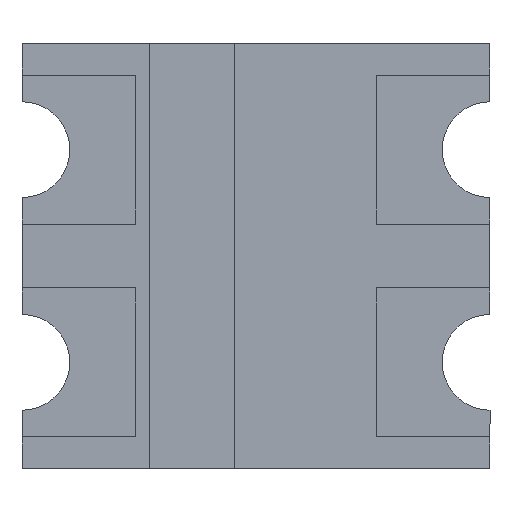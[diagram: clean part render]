
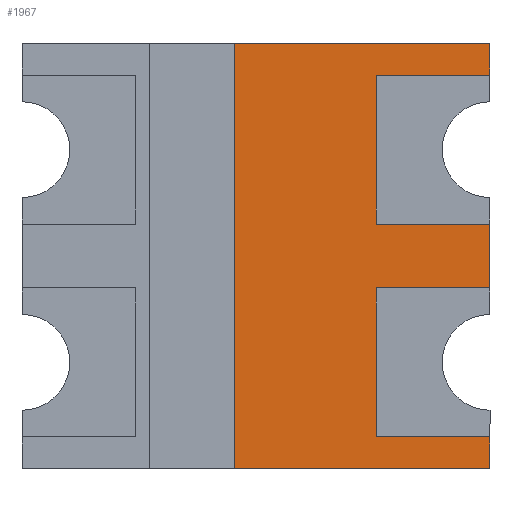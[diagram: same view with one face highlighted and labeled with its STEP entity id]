
A CAD part, front view. The second image highlights one B-rep face of the part: STEP entity #1967.
In plain terms, the highlighted planar face has unit normal (0, -1, 0).
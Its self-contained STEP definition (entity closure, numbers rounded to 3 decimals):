
#10 = DIRECTION ( 'NONE',  ( 0., 0., -1. ) ) ;
#62 = CARTESIAN_POINT ( 'NONE',  ( 1.1, 0.01, -0.85 ) ) ;
#84 = DIRECTION ( 'NONE',  ( 1., 0., 0. ) ) ;
#106 = LINE ( 'NONE', #1829, #2662 ) ;
#135 = ORIENTED_EDGE ( 'NONE', *, *, #2252, .F. ) ;
#151 = CARTESIAN_POINT ( 'NONE',  ( -0.1, 0.01, 1. ) ) ;
#152 = LINE ( 'NONE', #634, #2185 ) ;
#163 = VERTEX_POINT ( 'NONE', #151 ) ;
#177 = CARTESIAN_POINT ( 'NONE',  ( 1.1, 0.01, -1. ) ) ;
#211 = ORIENTED_EDGE ( 'NONE', *, *, #564, .T. ) ;
#217 = CARTESIAN_POINT ( 'NONE',  ( 0., 0.01, -0.15 ) ) ;
#219 = VECTOR ( 'NONE', #2300, 1000. ) ;
#233 = VERTEX_POINT ( 'NONE', #2195 ) ;
#292 = ORIENTED_EDGE ( 'NONE', *, *, #1450, .F. ) ;
#315 = ORIENTED_EDGE ( 'NONE', *, *, #1985, .F. ) ;
#324 = LINE ( 'NONE', #459, #1823 ) ;
#356 = VERTEX_POINT ( 'NONE', #177 ) ;
#392 = VERTEX_POINT ( 'NONE', #1482 ) ;
#451 = DIRECTION ( 'NONE',  ( 0., 1., 0. ) ) ;
#459 = CARTESIAN_POINT ( 'NONE',  ( 0.565, 0.01, 0. ) ) ;
#523 = VERTEX_POINT ( 'NONE', #1755 ) ;
#561 = CARTESIAN_POINT ( 'NONE',  ( 1.1, 0.01, 0.85 ) ) ;
#564 = EDGE_CURVE ( 'NONE', #2231, #356, #3093, .T. ) ;
#579 = EDGE_LOOP ( 'NONE', ( #1075, #211, #1279, #135, #2909, #292, #1216, #1119, #1669, #1168, #315, #787 ) ) ;
#594 = VERTEX_POINT ( 'NONE', #561 ) ;
#634 = CARTESIAN_POINT ( 'NONE',  ( 0., 0.01, 0.85 ) ) ;
#673 = VERTEX_POINT ( 'NONE', #1843 ) ;
#674 = EDGE_CURVE ( 'NONE', #2231, #163, #1334, .T. ) ;
#787 = ORIENTED_EDGE ( 'NONE', *, *, #1318, .T. ) ;
#800 = DIRECTION ( 'NONE',  ( 1., 0., 0. ) ) ;
#804 = VECTOR ( 'NONE', #2961, 1000. ) ;
#836 = DIRECTION ( 'NONE',  ( 0., 0., 1. ) ) ;
#877 = LINE ( 'NONE', #1215, #2011 ) ;
#899 = DIRECTION ( 'NONE',  ( -1., 0., 0. ) ) ;
#917 = LINE ( 'NONE', #217, #3194 ) ;
#936 = EDGE_CURVE ( 'NONE', #594, #1850, #152, .T. ) ;
#965 = DIRECTION ( 'NONE',  ( -1., 0., 0. ) ) ;
#1003 = LINE ( 'NONE', #3192, #804 ) ;
#1053 = LINE ( 'NONE', #1061, #219 ) ;
#1061 = CARTESIAN_POINT ( 'NONE',  ( -1.1, 0.01, 1. ) ) ;
#1075 = ORIENTED_EDGE ( 'NONE', *, *, #674, .F. ) ;
#1119 = ORIENTED_EDGE ( 'NONE', *, *, #1545, .F. ) ;
#1121 = VECTOR ( 'NONE', #84, 1000. ) ;
#1168 = ORIENTED_EDGE ( 'NONE', *, *, #936, .F. ) ;
#1215 = CARTESIAN_POINT ( 'NONE',  ( 0., 0.01, 0.15 ) ) ;
#1216 = ORIENTED_EDGE ( 'NONE', *, *, #2260, .F. ) ;
#1248 = CARTESIAN_POINT ( 'NONE',  ( 0., 0.01, 0. ) ) ;
#1279 = ORIENTED_EDGE ( 'NONE', *, *, #1431, .T. ) ;
#1318 = EDGE_CURVE ( 'NONE', #2627, #163, #1053, .T. ) ;
#1334 = LINE ( 'NONE', #1346, #3213 ) ;
#1346 = CARTESIAN_POINT ( 'NONE',  ( -0.1, 0.01, 0. ) ) ;
#1387 = VERTEX_POINT ( 'NONE', #2445 ) ;
#1431 = EDGE_CURVE ( 'NONE', #356, #2678, #2673, .T. ) ;
#1437 = LINE ( 'NONE', #2785, #1121 ) ;
#1450 = EDGE_CURVE ( 'NONE', #233, #673, #917, .T. ) ;
#1462 = DIRECTION ( 'NONE',  ( 0., 0., 1. ) ) ;
#1482 = CARTESIAN_POINT ( 'NONE',  ( 0.565, 0.01, 0.15 ) ) ;
#1545 = EDGE_CURVE ( 'NONE', #392, #523, #877, .T. ) ;
#1594 = FACE_OUTER_BOUND ( 'NONE', #579, .T. ) ;
#1669 = ORIENTED_EDGE ( 'NONE', *, *, #3190, .F. ) ;
#1749 = CARTESIAN_POINT ( 'NONE',  ( 0.565, 0.01, 0. ) ) ;
#1755 = CARTESIAN_POINT ( 'NONE',  ( 1.1, 0.01, 0.15 ) ) ;
#1823 = VECTOR ( 'NONE', #1978, 1000. ) ;
#1829 = CARTESIAN_POINT ( 'NONE',  ( 1.1, 0.01, 0. ) ) ;
#1843 = CARTESIAN_POINT ( 'NONE',  ( 0.565, 0.01, -0.15 ) ) ;
#1850 = VERTEX_POINT ( 'NONE', #3147 ) ;
#1928 = AXIS2_PLACEMENT_3D ( 'NONE', #1248, #451, #1462 ) ;
#1967 = ADVANCED_FACE ( 'NONE', ( #1594 ), #3149, .F. ) ;
#1978 = DIRECTION ( 'NONE',  ( 0., 0., -1. ) ) ;
#1985 = EDGE_CURVE ( 'NONE', #2627, #594, #1003, .T. ) ;
#2011 = VECTOR ( 'NONE', #800, 1000. ) ;
#2026 = EDGE_CURVE ( 'NONE', #673, #1387, #324, .T. ) ;
#2052 = CARTESIAN_POINT ( 'NONE',  ( -1.1, 0.01, -1. ) ) ;
#2185 = VECTOR ( 'NONE', #899, 1000. ) ;
#2195 = CARTESIAN_POINT ( 'NONE',  ( 1.1, 0.01, -0.15 ) ) ;
#2231 = VERTEX_POINT ( 'NONE', #2594 ) ;
#2252 = EDGE_CURVE ( 'NONE', #1387, #2678, #1437, .T. ) ;
#2260 = EDGE_CURVE ( 'NONE', #523, #233, #106, .T. ) ;
#2300 = DIRECTION ( 'NONE',  ( -1., 0., 0. ) ) ;
#2331 = DIRECTION ( 'NONE',  ( 0., 0., -1. ) ) ;
#2445 = CARTESIAN_POINT ( 'NONE',  ( 0.565, 0.01, -0.85 ) ) ;
#2475 = LINE ( 'NONE', #1749, #2726 ) ;
#2594 = CARTESIAN_POINT ( 'NONE',  ( -0.1, 0.01, -1. ) ) ;
#2627 = VERTEX_POINT ( 'NONE', #2929 ) ;
#2662 = VECTOR ( 'NONE', #2331, 1000. ) ;
#2673 = LINE ( 'NONE', #3174, #2884 ) ;
#2678 = VERTEX_POINT ( 'NONE', #62 ) ;
#2726 = VECTOR ( 'NONE', #10, 1000. ) ;
#2785 = CARTESIAN_POINT ( 'NONE',  ( 0., 0.01, -0.85 ) ) ;
#2884 = VECTOR ( 'NONE', #2922, 1000. ) ;
#2899 = VECTOR ( 'NONE', #3034, 1000. ) ;
#2909 = ORIENTED_EDGE ( 'NONE', *, *, #2026, .F. ) ;
#2922 = DIRECTION ( 'NONE',  ( 0., 0., 1. ) ) ;
#2929 = CARTESIAN_POINT ( 'NONE',  ( 1.1, 0.01, 1. ) ) ;
#2961 = DIRECTION ( 'NONE',  ( 0., 0., -1. ) ) ;
#3034 = DIRECTION ( 'NONE',  ( 1., 0., 0. ) ) ;
#3093 = LINE ( 'NONE', #2052, #2899 ) ;
#3147 = CARTESIAN_POINT ( 'NONE',  ( 0.565, 0.01, 0.85 ) ) ;
#3149 = PLANE ( 'NONE',  #1928 ) ;
#3174 = CARTESIAN_POINT ( 'NONE',  ( 1.1, 0.01, 1. ) ) ;
#3190 = EDGE_CURVE ( 'NONE', #1850, #392, #2475, .T. ) ;
#3192 = CARTESIAN_POINT ( 'NONE',  ( 1.1, 0.01, 0. ) ) ;
#3194 = VECTOR ( 'NONE', #965, 1000. ) ;
#3213 = VECTOR ( 'NONE', #836, 1000. ) ;
